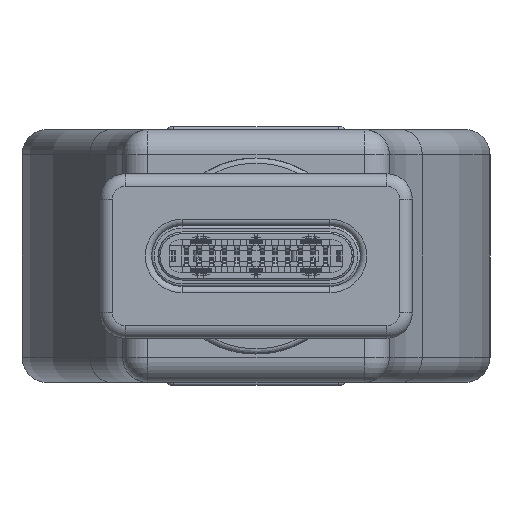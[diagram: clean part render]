
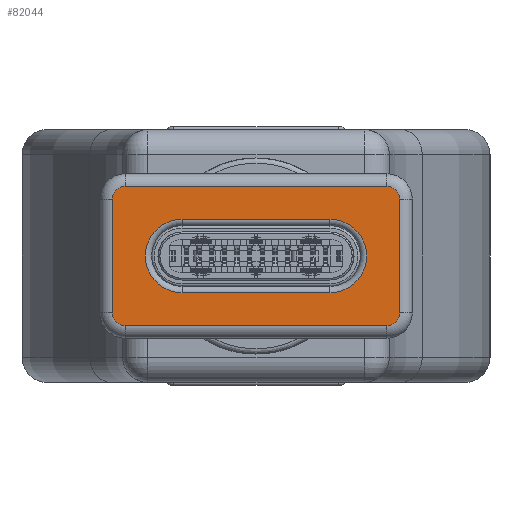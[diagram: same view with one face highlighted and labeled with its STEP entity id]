
A CAD part, left-side view. The second image highlights one B-rep face of the part: STEP entity #82044.
In plain terms, the highlighted planar face has unit normal (-1, 0, 0).
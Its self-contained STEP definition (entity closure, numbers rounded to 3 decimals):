
#2522=CIRCLE('',#86029,0.5);
#2523=CIRCLE('',#86031,0.5);
#2535=CIRCLE('',#86046,0.5);
#2545=CIRCLE('',#86062,0.5);
#2549=CIRCLE('',#86069,1.45);
#2550=CIRCLE('',#86070,1.45);
#9882=ORIENTED_EDGE('',*,*,#24785,.T.);
#9883=ORIENTED_EDGE('',*,*,#24786,.T.);
#9884=ORIENTED_EDGE('',*,*,#24787,.T.);
#9885=ORIENTED_EDGE('',*,*,#24788,.T.);
#9886=ORIENTED_EDGE('',*,*,#24744,.T.);
#9887=ORIENTED_EDGE('',*,*,#24789,.T.);
#9888=ORIENTED_EDGE('',*,*,#24745,.T.);
#9889=ORIENTED_EDGE('',*,*,#24736,.T.);
#9890=ORIENTED_EDGE('',*,*,#24779,.T.);
#9891=ORIENTED_EDGE('',*,*,#24790,.T.);
#9892=ORIENTED_EDGE('',*,*,#24763,.T.);
#9893=ORIENTED_EDGE('',*,*,#24734,.T.);
#24734=EDGE_CURVE('',#32667,#32670,#38748,.T.);
#24736=EDGE_CURVE('',#32673,#32672,#38749,.F.);
#24744=EDGE_CURVE('',#32670,#32678,#2522,.T.);
#24745=EDGE_CURVE('',#32679,#32673,#2523,.T.);
#24763=EDGE_CURVE('',#32688,#32667,#2535,.T.);
#24779=EDGE_CURVE('',#32672,#32697,#2545,.T.);
#24785=EDGE_CURVE('',#32699,#32700,#38765,.T.);
#24786=EDGE_CURVE('',#32700,#32701,#2549,.F.);
#24787=EDGE_CURVE('',#32701,#32702,#38766,.T.);
#24788=EDGE_CURVE('',#32702,#32699,#2550,.F.);
#24789=EDGE_CURVE('',#32678,#32679,#38767,.F.);
#24790=EDGE_CURVE('',#32697,#32688,#38768,.T.);
#32667=VERTEX_POINT('',#113794);
#32670=VERTEX_POINT('',#113799);
#32672=VERTEX_POINT('',#113804);
#32673=VERTEX_POINT('',#113806);
#32678=VERTEX_POINT('',#113820);
#32679=VERTEX_POINT('',#113824);
#32688=VERTEX_POINT('',#113852);
#32697=VERTEX_POINT('',#113884);
#32699=VERTEX_POINT('',#113896);
#32700=VERTEX_POINT('',#113897);
#32701=VERTEX_POINT('',#113899);
#32702=VERTEX_POINT('',#113901);
#38748=LINE('',#113800,#45559);
#38749=LINE('',#113805,#45560);
#38765=LINE('',#113895,#45576);
#38766=LINE('',#113900,#45577);
#38767=LINE('',#113903,#45578);
#38768=LINE('',#113904,#45579);
#45559=VECTOR('',#95471,1000.);
#45560=VECTOR('',#95476,1000.);
#45576=VECTOR('',#95588,1000.);
#45577=VECTOR('',#95591,1000.);
#45578=VECTOR('',#95594,1000.);
#45579=VECTOR('',#95595,1000.);
#51297=EDGE_LOOP('',(#9882,#9883,#9884,#9885));
#51298=EDGE_LOOP('',(#9886,#9887,#9888,#9889,#9890,#9891,#9892,#9893));
#54636=FACE_BOUND('',#51297,.T.);
#54637=FACE_BOUND('',#51298,.T.);
#57472=PLANE('',#86068);
#82044=ADVANCED_FACE('',(#54636,#54637),#57472,.T.);
#86029=AXIS2_PLACEMENT_3D('',#113821,#95494,#95495);
#86031=AXIS2_PLACEMENT_3D('',#113823,#95498,#95499);
#86046=AXIS2_PLACEMENT_3D('',#113855,#95534,#95535);
#86062=AXIS2_PLACEMENT_3D('',#113885,#95572,#95573);
#86068=AXIS2_PLACEMENT_3D('',#113894,#95586,#95587);
#86069=AXIS2_PLACEMENT_3D('',#113898,#95589,#95590);
#86070=AXIS2_PLACEMENT_3D('',#113902,#95592,#95593);
#95471=DIRECTION('',(0.,0.,1.));
#95476=DIRECTION('',(0.,0.,1.));
#95494=DIRECTION('',(-1.,0.,0.));
#95495=DIRECTION('',(0.,-1.,0.));
#95498=DIRECTION('',(-1.,0.,0.));
#95499=DIRECTION('',(0.,-1.,0.));
#95534=DIRECTION('',(-1.,0.,0.));
#95535=DIRECTION('',(0.,-1.,0.));
#95572=DIRECTION('',(-1.,0.,0.));
#95573=DIRECTION('',(0.,-1.,0.));
#95586=DIRECTION('',(-1.,0.,0.));
#95587=DIRECTION('',(0.,-1.,0.));
#95588=DIRECTION('',(0.,1.,0.));
#95589=DIRECTION('',(-1.,0.,0.));
#95590=DIRECTION('',(0.,-1.,0.));
#95591=DIRECTION('',(0.,-1.,0.));
#95592=DIRECTION('',(-1.,0.,0.));
#95593=DIRECTION('',(0.,-1.,0.));
#95594=DIRECTION('',(0.,-1.,0.));
#95595=DIRECTION('',(0.,-1.,0.));
#113794=CARTESIAN_POINT('',(17.935,-5.675,2.803));
#113799=CARTESIAN_POINT('',(17.935,-5.675,7.303));
#113800=CARTESIAN_POINT('',(17.935,-5.675,1.803));
#113804=CARTESIAN_POINT('',(17.935,5.675,2.803));
#113805=CARTESIAN_POINT('',(17.935,5.675,1.803));
#113806=CARTESIAN_POINT('',(17.935,5.675,7.303));
#113820=CARTESIAN_POINT('',(17.935,-5.175,7.803));
#113821=CARTESIAN_POINT('',(17.935,-5.175,7.303));
#113823=CARTESIAN_POINT('',(17.935,5.175,7.303));
#113824=CARTESIAN_POINT('',(17.935,5.175,7.803));
#113852=CARTESIAN_POINT('',(17.935,-5.175,2.303));
#113855=CARTESIAN_POINT('',(17.935,-5.175,2.803));
#113884=CARTESIAN_POINT('',(17.935,5.175,2.303));
#113885=CARTESIAN_POINT('',(17.935,5.175,2.803));
#113894=CARTESIAN_POINT('',(17.935,6.175,1.803));
#113895=CARTESIAN_POINT('',(17.935,6.175,3.603));
#113896=CARTESIAN_POINT('',(17.935,-2.925,3.603));
#113897=CARTESIAN_POINT('',(17.935,2.925,3.603));
#113898=CARTESIAN_POINT('',(17.935,2.925,5.053));
#113899=CARTESIAN_POINT('',(17.935,2.925,6.503));
#113900=CARTESIAN_POINT('',(17.935,6.175,6.503));
#113901=CARTESIAN_POINT('',(17.935,-2.925,6.503));
#113902=CARTESIAN_POINT('',(17.935,-2.925,5.053));
#113903=CARTESIAN_POINT('',(17.935,6.175,7.803));
#113904=CARTESIAN_POINT('',(17.935,-5.175,2.303));
